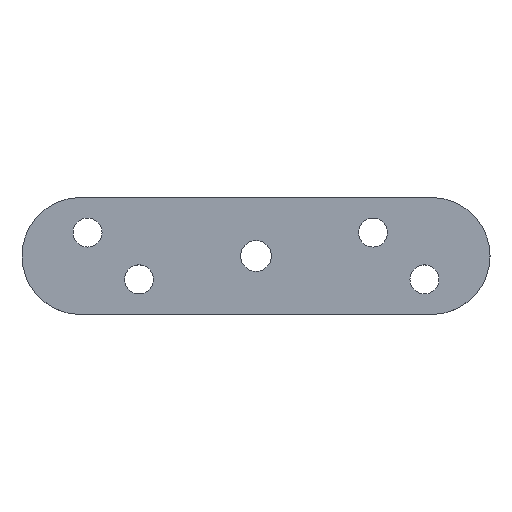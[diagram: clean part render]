
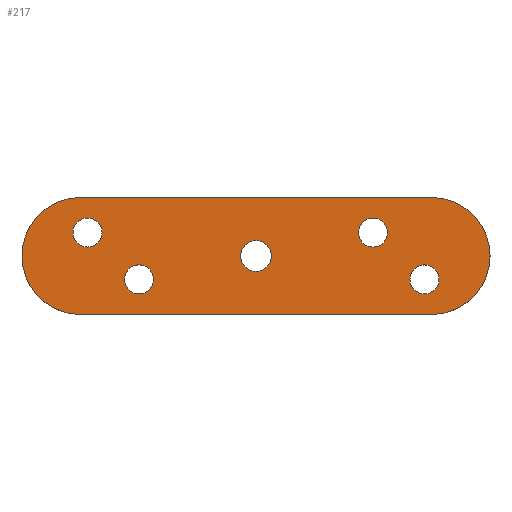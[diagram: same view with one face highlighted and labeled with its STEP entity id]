
A CAD part, top view. The second image highlights one B-rep face of the part: STEP entity #217.
In plain terms, the highlighted planar face has unit normal (0, 0, 1).
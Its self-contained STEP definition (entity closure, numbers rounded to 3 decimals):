
#20=FACE_BOUND('',#56,.T.);
#21=FACE_BOUND('',#57,.T.);
#22=FACE_BOUND('',#58,.T.);
#23=FACE_BOUND('',#59,.T.);
#24=FACE_BOUND('',#60,.T.);
#28=PLANE('',#256);
#39=FACE_OUTER_BOUND('',#55,.T.);
#55=EDGE_LOOP('',(#191,#192,#193,#194));
#56=EDGE_LOOP('',(#195));
#57=EDGE_LOOP('',(#196));
#58=EDGE_LOOP('',(#197));
#59=EDGE_LOOP('',(#198));
#60=EDGE_LOOP('',(#199));
#68=LINE('',#364,#81);
#72=LINE('',#375,#85);
#81=VECTOR('',#304,10.);
#85=VECTOR('',#316,10.);
#88=CIRCLE('',#234,3.324);
#90=CIRCLE('',#237,3.1);
#92=CIRCLE('',#240,3.1);
#94=CIRCLE('',#243,3.1);
#96=CIRCLE('',#246,3.1);
#97=CIRCLE('',#248,12.5);
#99=CIRCLE('',#252,12.5);
#102=VERTEX_POINT('',#326);
#104=VERTEX_POINT('',#332);
#106=VERTEX_POINT('',#338);
#108=VERTEX_POINT('',#344);
#110=VERTEX_POINT('',#350);
#111=VERTEX_POINT('',#354);
#112=VERTEX_POINT('',#355);
#115=VERTEX_POINT('',#363);
#117=VERTEX_POINT('',#369);
#121=EDGE_CURVE('',#102,#102,#88,.T.);
#124=EDGE_CURVE('',#104,#104,#90,.T.);
#127=EDGE_CURVE('',#106,#106,#92,.T.);
#130=EDGE_CURVE('',#108,#108,#94,.T.);
#133=EDGE_CURVE('',#110,#110,#96,.T.);
#134=EDGE_CURVE('',#111,#112,#97,.T.);
#138=EDGE_CURVE('',#112,#115,#68,.T.);
#141=EDGE_CURVE('',#115,#117,#99,.T.);
#144=EDGE_CURVE('',#117,#111,#72,.T.);
#191=ORIENTED_EDGE('',*,*,#134,.F.);
#192=ORIENTED_EDGE('',*,*,#144,.F.);
#193=ORIENTED_EDGE('',*,*,#141,.F.);
#194=ORIENTED_EDGE('',*,*,#138,.F.);
#195=ORIENTED_EDGE('',*,*,#121,.T.);
#196=ORIENTED_EDGE('',*,*,#124,.T.);
#197=ORIENTED_EDGE('',*,*,#127,.T.);
#198=ORIENTED_EDGE('',*,*,#130,.T.);
#199=ORIENTED_EDGE('',*,*,#133,.T.);
#217=ADVANCED_FACE('',(#39,#20,#21,#22,#23,#24),#28,.T.);
#234=AXIS2_PLACEMENT_3D('',#328,#264,#265);
#237=AXIS2_PLACEMENT_3D('',#334,#271,#272);
#240=AXIS2_PLACEMENT_3D('',#340,#278,#279);
#243=AXIS2_PLACEMENT_3D('',#346,#285,#286);
#246=AXIS2_PLACEMENT_3D('',#352,#292,#293);
#248=AXIS2_PLACEMENT_3D('',#356,#296,#297);
#252=AXIS2_PLACEMENT_3D('',#370,#309,#310);
#256=AXIS2_PLACEMENT_3D('',#378,#320,#321);
#264=DIRECTION('center_axis',(0.,0.,-1.));
#265=DIRECTION('ref_axis',(1.,0.,0.));
#271=DIRECTION('center_axis',(0.,0.,-1.));
#272=DIRECTION('ref_axis',(1.,0.,0.));
#278=DIRECTION('center_axis',(0.,0.,-1.));
#279=DIRECTION('ref_axis',(1.,0.,0.));
#285=DIRECTION('center_axis',(0.,0.,-1.));
#286=DIRECTION('ref_axis',(1.,0.,0.));
#292=DIRECTION('center_axis',(0.,0.,-1.));
#293=DIRECTION('ref_axis',(1.,0.,0.));
#296=DIRECTION('center_axis',(0.,0.,-1.));
#297=DIRECTION('ref_axis',(0.,1.,0.));
#304=DIRECTION('',(1.,0.,0.));
#309=DIRECTION('center_axis',(0.,0.,-1.));
#310=DIRECTION('ref_axis',(0.,-1.,0.));
#316=DIRECTION('',(-1.,0.,0.));
#320=DIRECTION('center_axis',(0.,0.,1.));
#321=DIRECTION('ref_axis',(1.,0.,0.));
#326=CARTESIAN_POINT('',(-3.324,0.,5.));
#328=CARTESIAN_POINT('Origin',(0.,0.,5.));
#332=CARTESIAN_POINT('',(21.9,5.,5.));
#334=CARTESIAN_POINT('Origin',(25.,5.,5.));
#338=CARTESIAN_POINT('',(-39.1,5.,5.));
#340=CARTESIAN_POINT('Origin',(-36.,5.,5.));
#344=CARTESIAN_POINT('',(-28.1,-5.,5.));
#346=CARTESIAN_POINT('Origin',(-25.,-5.,5.));
#350=CARTESIAN_POINT('',(32.9,-5.,5.));
#352=CARTESIAN_POINT('Origin',(36.,-5.,5.));
#354=CARTESIAN_POINT('',(-37.5,-12.5,5.));
#355=CARTESIAN_POINT('',(-37.5,12.5,5.));
#356=CARTESIAN_POINT('Origin',(-37.5,0.,5.));
#363=CARTESIAN_POINT('',(37.5,12.5,5.));
#364=CARTESIAN_POINT('',(37.5,12.5,5.));
#369=CARTESIAN_POINT('',(37.5,-12.5,5.));
#370=CARTESIAN_POINT('Origin',(37.5,0.,5.));
#375=CARTESIAN_POINT('',(-37.5,-12.5,5.));
#378=CARTESIAN_POINT('Origin',(0.,0.,
5.));
